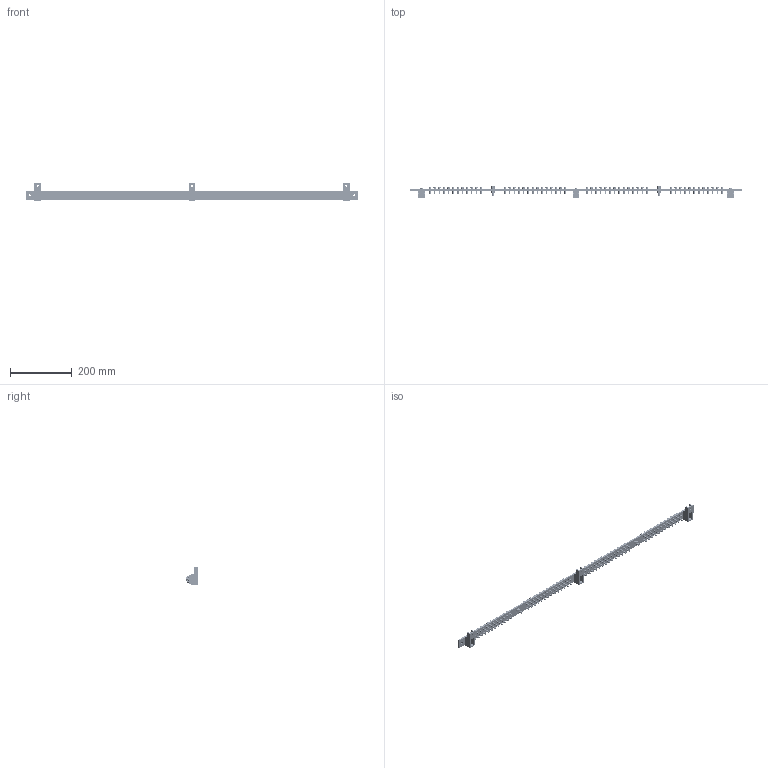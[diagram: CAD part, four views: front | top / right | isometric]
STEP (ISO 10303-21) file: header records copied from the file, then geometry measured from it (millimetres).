
FILE_DESCRIPTION (( 'STEP AP203' ), '1' );
FILE_NAME ('U5003103005 Øèíà çàçåìëåíèÿ 5õ30õ1076 (108õÌ5) LC2 RS52 (1øò) (000.402.034).STEP', '2022-04-25T10:47:41', ( '' ), ( '' ), 'SwSTEP 2.0', 'SolidWorks 2017', '' );
FILE_SCHEMA (( 'CONFIG_CONTROL_DESIGN' ));
Length unit declared in the file: millimetre
Products named in the file (12): 蹴濋趌5915_M8; U5003103005 Øèíà çàçåìëåíèÿ 5õ30õ1076 (108õÌ5) LC2 RS52 (1øò) (000.402.034); 嵑殧趌11371_8; 蹴濋趌5915_M5; 鍔錓_7798_M5x20; 042-03 Ýòèêåòêà çíàêà çàçåìëåíèÿ_00; 嵑殧趌6402_8; 嵑殧趌6402_5; 060-208 Øèíà çàçåìëåíèÿ_03; 022-30 Èçîëÿòîð øèíû_00; 鍔錓_7798_M8x25; 嵑殧趌11371_5
Assembly tree (443 placements, depth 2):
  U5003103005 Øèíà çàçåìëåíèÿ 5õ30õ1076 (108õÌ5) LC2 RS52 (1øò) (000.402.034)
    060-208 Øèíà çàçåìëåíèÿ_03
    022-30 Èçîëÿòîð øèíû_00  x3
    蹴濋趌5915_M5  x3
    嵑殧趌11371_5  x214
    鍔錓_7798_M5x20  x107
    嵑殧趌11371_8  x4
    鍔錓_7798_M8x25  x2
    嵑殧趌6402_8  x2
    嵑殧趌6402_5  x104
    蹴濋趌5915_M8  x2
    042-03 Ýòèêåòêà çíàêà çàçåìëåíèÿ_00
Bounding box: 1076 x 36.1 x 56 mm (x, y, z)
Volume: 273855.7 mm3; surface area: 208212.4 mm2
Topology: 443 solids, 443 shells, 3735 faces, 7989 edges, 5252 vertices
Faces by surface type: cylinder 1776, plane 1737, cone 222
Entity records: 32325 total; most frequent: DIRECTION 4155, CARTESIAN_POINT 3249, ORIENTED_EDGE 2778, AXIS2_PLACEMENT_3D 1758, EDGE_CURVE 1389, CALENDAR_DATE 946, LOCAL_TIME 946, DATE_AND_TIME 946
